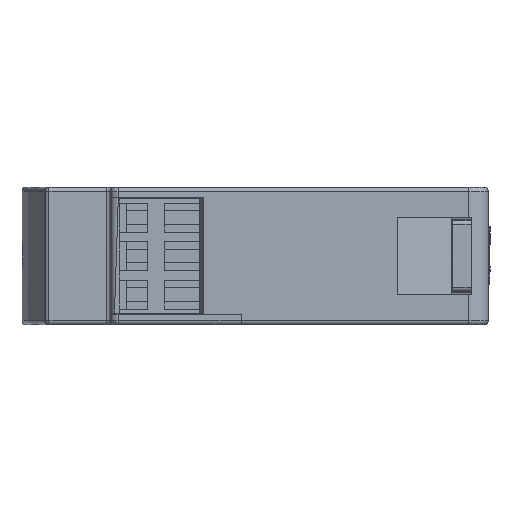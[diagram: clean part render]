
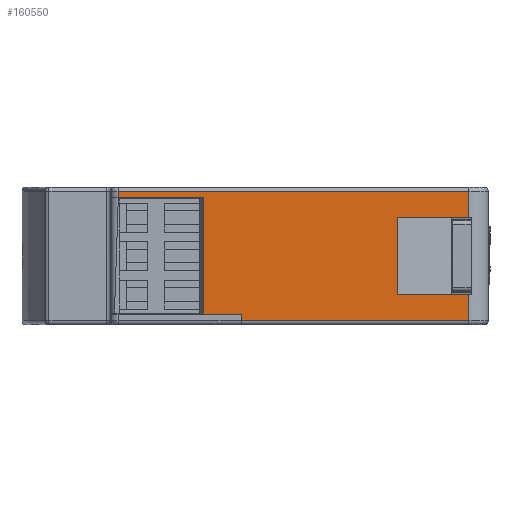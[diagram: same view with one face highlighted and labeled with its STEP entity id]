
A CAD part, left-side view. The second image highlights one B-rep face of the part: STEP entity #160550.
In plain terms, the highlighted face is planar.
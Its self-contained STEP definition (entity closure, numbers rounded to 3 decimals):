
#107560=CARTESIAN_POINT('',(67.4,24.438,
16.5));
#107570=VERTEX_POINT('',#107560);
#107600=CARTESIAN_POINT('',(67.4,0.,16.5));
#107610=DIRECTION('',(0.,1.,0.));
#107620=VECTOR('',#107610,1.);
#107630=LINE('',#107600,#107620);
#107640=CARTESIAN_POINT('',(67.4,19.511,
16.5));
#107650=VERTEX_POINT('',#107640);
#107660=EDGE_CURVE('',#107650,#107570,#107630,.T.);
#109030=CARTESIAN_POINT('',(67.4,35.5,0.));
#109040=DIRECTION('',(0.,0.,1.));
#109050=VECTOR('',#109040,1.);
#109060=LINE('',#109030,#109050);
#109070=CARTESIAN_POINT('',(67.4,35.5,0.5));
#109080=VERTEX_POINT('',#109070);
#109090=CARTESIAN_POINT('',(67.4,35.5,1.3));
#109100=VERTEX_POINT('',#109090);
#109110=EDGE_CURVE('',#109080,#109100,#109060,.T.);
#109360=CARTESIAN_POINT('',(67.4,24.438,0.));
#109370=DIRECTION('',(0.,0.,1.));
#109380=VECTOR('',#109370,1.);
#109390=LINE('',#109360,#109380);
#109400=CARTESIAN_POINT('',(67.4,24.438,1.3));
#109410=VERTEX_POINT('',#109400);
#109420=EDGE_CURVE('',#109410,#107570,#109390,.T.);
#110080=CARTESIAN_POINT('',(67.4,19.655,0.));
#110090=DIRECTION('',(0.,-0.009,1.));
#110100=VECTOR('',#110090,1.);
#110110=LINE('',#110080,#110100);
#110120=CARTESIAN_POINT('',(67.4,19.504,
17.3));
#110130=VERTEX_POINT('',#110120);
#110140=EDGE_CURVE('',#107650,#110130,#110110,.T.);
#135630=CARTESIAN_POINT('',(67.4,-10.,
13.906));
#135640=VERTEX_POINT('',#135630);
#135670=CARTESIAN_POINT('',(67.4,0.,13.906));
#135680=DIRECTION('',(0.,-1.,0.));
#135690=VECTOR('',#135680,1.);
#135700=LINE('',#135670,#135690);
#135710=CARTESIAN_POINT('',(67.4,-0.772,
13.906));
#135720=VERTEX_POINT('',#135710);
#135730=EDGE_CURVE('',#135720,#135640,#135700,.T.);
#136010=CARTESIAN_POINT('',(67.4,-0.772,
3.894));
#136020=VERTEX_POINT('',#136010);
#136070=CARTESIAN_POINT('',(67.4,-0.772,0.));
#136080=DIRECTION('',(0.,0.,-1.));
#136090=VECTOR('',#136080,1.);
#136100=LINE('',#136070,#136090);
#136110=EDGE_CURVE('',#135720,#136020,#136100,.T.);
#136820=CARTESIAN_POINT('',(67.4,-10.,
3.894));
#136830=VERTEX_POINT('',#136820);
#136900=CARTESIAN_POINT('',(67.4,0.,3.894));
#136910=DIRECTION('',(0.,1.,0.));
#136920=VECTOR('',#136910,1.);
#136930=LINE('',#136900,#136920);
#136940=EDGE_CURVE('',#136830,#136020,#136930,.T.);
#144360=CARTESIAN_POINT('',(67.4,79.804,1.3));
#144370=DIRECTION('',(0.,1.,0.));
#144380=VECTOR('',#144370,1.);
#144390=LINE('',#144360,#144380);
#144400=EDGE_CURVE('',#109410,#109100,#144390,.T.);
#160160=CARTESIAN_POINT('',(67.4,24.438,0.));
#160170=DIRECTION('',(-1.,0.,0.));
#160180=DIRECTION('',(0.,1.,0.));
#160190=AXIS2_PLACEMENT_3D('',#160160,#160170,#160180);
#160200=PLANE('',#160190);
#160210=CARTESIAN_POINT('',(67.4,-10.,0.));
#160220=DIRECTION('',(0.,0.,1.));
#160230=VECTOR('',#160220,1.);
#160240=LINE('',#160210,#160230);
#160250=CARTESIAN_POINT('',(67.4,-10.,
0.5));
#160260=VERTEX_POINT('',#160250);
#160270=EDGE_CURVE('',#160260,#136830,#160240,.T.);
#160280=ORIENTED_EDGE('',*,*,#160270,.F.);
#160290=ORIENTED_EDGE('',*,*,#136940,.F.);
#160300=ORIENTED_EDGE('',*,*,#136110,.T.);
#160310=ORIENTED_EDGE('',*,*,#135730,.F.);
#160320=CARTESIAN_POINT('',(67.4,-10.,
17.3));
#160330=VERTEX_POINT('',#160320);
#160340=EDGE_CURVE('',#135640,#160330,#160240,.T.);
#160350=ORIENTED_EDGE('',*,*,#160340,.F.);
#160360=CARTESIAN_POINT('',(67.4,0.,17.3));
#160370=DIRECTION('',(0.,-1.,0.));
#160380=VECTOR('',#160370,1.);
#160390=LINE('',#160360,#160380);
#160400=EDGE_CURVE('',#110130,#160330,#160390,.T.);
#160410=ORIENTED_EDGE('',*,*,#160400,.T.);
#160420=ORIENTED_EDGE('',*,*,#110140,.T.);
#160430=ORIENTED_EDGE('',*,*,#107660,.F.);
#160440=ORIENTED_EDGE('',*,*,#109420,.T.);
#160450=ORIENTED_EDGE('',*,*,#144400,.F.);
#160460=ORIENTED_EDGE('',*,*,#109110,.T.);
#160470=CARTESIAN_POINT('',(67.4,0.,0.5));
#160480=DIRECTION('',(0.,1.,0.));
#160490=VECTOR('',#160480,1.);
#160500=LINE('',#160470,#160490);
#160510=EDGE_CURVE('',#160260,#109080,#160500,.T.);
#160520=ORIENTED_EDGE('',*,*,#160510,.T.);
#160530=EDGE_LOOP('',(#160520,#160460,#160450,#160440,#160430,#160420,
#160410,#160350,#160310,#160300,#160290,#160280));
#160540=FACE_OUTER_BOUND('',#160530,.T.);
#160550=ADVANCED_FACE('',(#160540),#160200,.F.);
